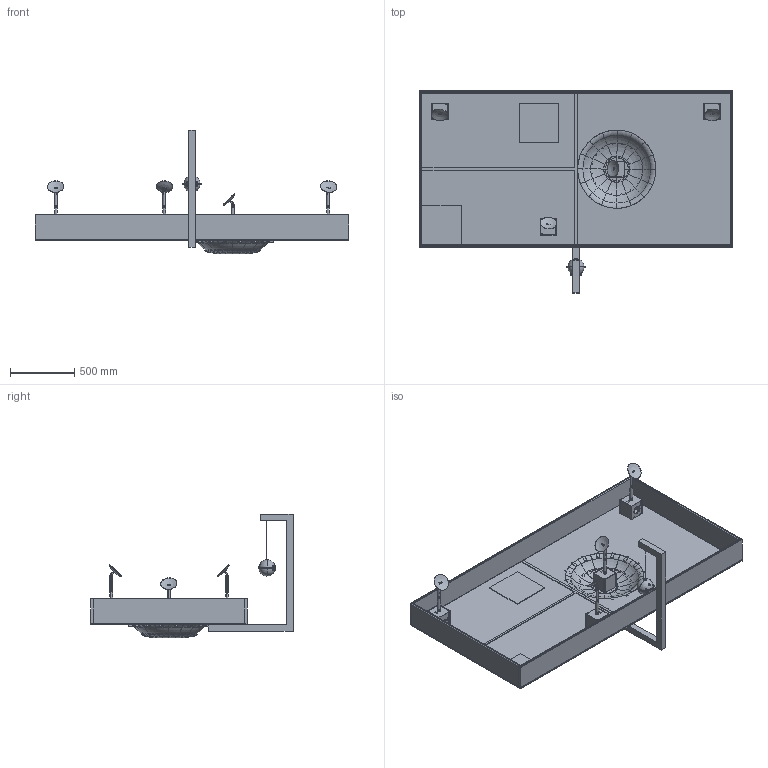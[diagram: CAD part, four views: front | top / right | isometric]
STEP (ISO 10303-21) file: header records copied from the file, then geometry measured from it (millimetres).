
FILE_DESCRIPTION(/* description */ ('Unknown'),/* implementation_level */ '2;1');
FILE_NAME(/* name */ 'Sample Table Assembly Fixed',/* time_stamp */ '2025-08-14T14:17:06-05:00',/* author */ ('Unknown'),/* organization */ ('Unknown'),/* preprocessor_version */ 'ST-DEVELOPER v20',/* originating_system */ 'Solid Edge',/* authorisation */ 'Unknown');
FILE_SCHEMA (('AUTOMOTIVE_DESIGN {1 0 10303 214 3 1 1}'));
Length unit declared in the file: millimetre
Products named in the file (21): Sample Table Assembly; 48x96 sheet; 8x44 wall; 8x96 wall; antenna_box_button; crater assembly; flat_area_v1; flat_area_v2; lower_rim; upper_rim; General_Antenna; antenna_box_unmodified; antenna_shaft_bottom; antenna_shaft_top; antenna_dish; antenna_box_hatch; Death_Star_Assembly; Shell_v1; Shell_v2; antenna_box_keypad; antenna_box_crank
Assembly tree (66 placements, depth 4):
  Sample Table Assembly
    48x96 sheet
    8x44 wall  x2
    8x96 wall  x2
    antenna_box_button
    crater assembly
      flat_area_v1  x2
      flat_area_v2  x2
      lower_rim  x16
      upper_rim  x16
      General_Antenna
        antenna_box_unmodified
        antenna_shaft_bottom
        antenna_shaft_top
        antenna_dish
        antenna_box_hatch
    Death_Star_Assembly
      Shell_v1
      Shell_v2
    antenna_shaft_bottom  x3
    antenna_shaft_top  x3
    antenna_box_hatch  x3
    antenna_dish  x3
    antenna_box_keypad
    antenna_box_crank
Bounding box: 2438.4 x 1574.8 x 965.2 mm (x, y, z)
Volume: 54887798.8 mm3; surface area: 10859724.3 mm2
Topology: 63 solids, 63 shells, 1735 faces, 4543 edges, 2921 vertices
Faces by surface type: plane 724, cylinder 628, torus 250, sphere 54, bspline 43, cone 36
Full cylindrical faces by diameter (mm): 2.54 x1, 3.175 x4, 3.266 x2, 3.302 x74, 3.81 x2, 4.572 x2, 5.08 x8, 6.35 x36, 7.62 x8, 10.16 x12, 12.7 x1, 15.24 x8, 15.494 x8, 20.32 x4, 25.4 x5, 127 x4, 609.6 x1
Entity records: 28230 total; most frequent: CARTESIAN_POINT 6125, DIRECTION 4652, ORIENTED_EDGE 4188, EDGE_CURVE 2094, AXIS2_PLACEMENT_3D 1773, VERTEX_POINT 1403, LINE 1106, VECTOR 1106
